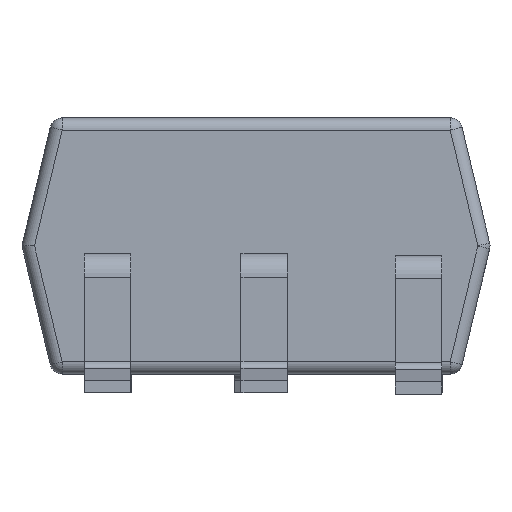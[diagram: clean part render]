
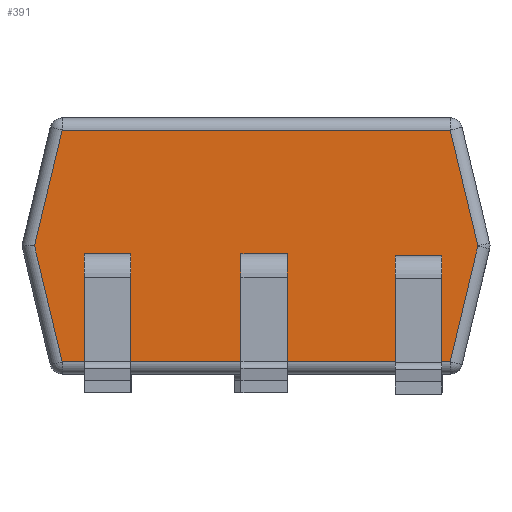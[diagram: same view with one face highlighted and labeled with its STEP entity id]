
A CAD part, left-side view. The second image highlights one B-rep face of the part: STEP entity #391.
In plain terms, the highlighted planar face has unit normal (-1, 0, 0).
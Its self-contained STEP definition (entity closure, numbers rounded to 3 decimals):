
#145 = VERTEX_POINT('',#146);
#146 = CARTESIAN_POINT('',(-3.72,0.185,1.085));
#152 = EDGE_CURVE('',#145,#153,#155,.T.);
#153 = VERTEX_POINT('',#154);
#154 = CARTESIAN_POINT('',(-3.72,0.185,0.986));
#155 = LINE('',#156,#157);
#156 = CARTESIAN_POINT('',(-3.72,0.185,0.648));
#157 = VECTOR('',#158,1.);
#158 = DIRECTION('',(0.,0.,-1.));
#229 = VERTEX_POINT('',#230);
#230 = CARTESIAN_POINT('',(-3.72,-0.195,1.085));
#236 = EDGE_CURVE('',#229,#237,#239,.T.);
#237 = VERTEX_POINT('',#238);
#238 = CARTESIAN_POINT('',(-3.72,-0.195,0.986));
#239 = LINE('',#240,#241);
#240 = CARTESIAN_POINT('',(-3.72,-0.195,0.648));
#241 = VECTOR('',#242,1.);
#242 = DIRECTION('',(0.,0.,-1.));
#381 = EDGE_CURVE('',#237,#153,#382,.T.);
#382 = LINE('',#383,#384);
#383 = CARTESIAN_POINT('',(-3.72,1.082,0.986));
#384 = VECTOR('',#385,1.);
#385 = DIRECTION('',(0.,1.,0.));
#391 = ADVANCED_FACE('',(#392,#442,#476,#487),#521,.F.);
#392 = FACE_BOUND('',#393,.F.);
#393 = EDGE_LOOP('',(#394,#404,#412,#420,#428,#436));
#394 = ORIENTED_EDGE('',*,*,#395,.F.);
#395 = EDGE_CURVE('',#396,#398,#400,.T.);
#396 = VERTEX_POINT('',#397);
#397 = CARTESIAN_POINT('',(-3.72,-1.531,0.2));
#398 = VERTEX_POINT('',#399);
#399 = CARTESIAN_POINT('',(-3.72,-1.757,1.15));
#400 = LINE('',#401,#402);
#401 = CARTESIAN_POINT('',(-3.72,-1.513,0.123));
#402 = VECTOR('',#403,1.);
#403 = DIRECTION('',(0.,-0.232,0.973));
#404 = ORIENTED_EDGE('',*,*,#405,.F.);
#405 = EDGE_CURVE('',#406,#396,#408,.T.);
#406 = VERTEX_POINT('',#407);
#407 = CARTESIAN_POINT('',(-3.72,1.651,0.2));
#408 = LINE('',#409,#410);
#409 = CARTESIAN_POINT('',(-3.72,1.73,0.2));
#410 = VECTOR('',#411,1.);
#411 = DIRECTION('',(0.,-1.,0.));
#412 = ORIENTED_EDGE('',*,*,#413,.F.);
#413 = EDGE_CURVE('',#414,#406,#416,.T.);
#414 = VERTEX_POINT('',#415);
#415 = CARTESIAN_POINT('',(-3.72,1.877,1.15));
#416 = LINE('',#417,#418);
#417 = CARTESIAN_POINT('',(-3.72,1.883,1.173));
#418 = VECTOR('',#419,1.);
#419 = DIRECTION('',(0.,-0.232,-0.973));
#420 = ORIENTED_EDGE('',*,*,#421,.F.);
#421 = EDGE_CURVE('',#422,#414,#424,.T.);
#422 = VERTEX_POINT('',#423);
#423 = CARTESIAN_POINT('',(-3.72,1.651,2.1));
#424 = LINE('',#425,#426);
#425 = CARTESIAN_POINT('',(-3.72,1.633,2.177));
#426 = VECTOR('',#427,1.);
#427 = DIRECTION('',(0.,0.232,-0.973));
#428 = ORIENTED_EDGE('',*,*,#429,.F.);
#429 = EDGE_CURVE('',#430,#422,#432,.T.);
#430 = VERTEX_POINT('',#431);
#431 = CARTESIAN_POINT('',(-3.72,-1.531,2.1));
#432 = LINE('',#433,#434);
#433 = CARTESIAN_POINT('',(-3.72,-1.531,2.1));
#434 = VECTOR('',#435,1.);
#435 = DIRECTION('',(0.,1.,0.));
#436 = ORIENTED_EDGE('',*,*,#437,.F.);
#437 = EDGE_CURVE('',#398,#430,#438,.T.);
#438 = LINE('',#439,#440);
#439 = CARTESIAN_POINT('',(-3.72,-1.763,1.127));
#440 = VECTOR('',#441,1.);
#441 = DIRECTION('',(0.,0.232,0.973));
#442 = FACE_BOUND('',#443,.F.);
#443 = EDGE_LOOP('',(#444,#454,#462,#470));
#444 = ORIENTED_EDGE('',*,*,#445,.F.);
#445 = EDGE_CURVE('',#446,#448,#450,.T.);
#446 = VERTEX_POINT('',#447);
#447 = CARTESIAN_POINT('',(-3.72,-1.08,0.976));
#448 = VERTEX_POINT('',#449);
#449 = CARTESIAN_POINT('',(-3.72,-1.08,1.075));
#450 = LINE('',#451,#452);
#451 = CARTESIAN_POINT('',(-3.72,-1.08,0.643));
#452 = VECTOR('',#453,1.);
#453 = DIRECTION('',(0.,0.,1.));
#454 = ORIENTED_EDGE('',*,*,#455,.T.);
#455 = EDGE_CURVE('',#446,#456,#458,.T.);
#456 = VERTEX_POINT('',#457);
#457 = CARTESIAN_POINT('',(-3.72,-1.46,0.976));
#458 = LINE('',#459,#460);
#459 = CARTESIAN_POINT('',(-3.72,0.45,0.976));
#460 = VECTOR('',#461,1.);
#461 = DIRECTION('',(0.,-1.,0.));
#462 = ORIENTED_EDGE('',*,*,#463,.T.);
#463 = EDGE_CURVE('',#456,#464,#466,.T.);
#464 = VERTEX_POINT('',#465);
#465 = CARTESIAN_POINT('',(-3.72,-1.46,1.075));
#466 = LINE('',#467,#468);
#467 = CARTESIAN_POINT('',(-3.72,-1.46,0.643));
#468 = VECTOR('',#469,1.);
#469 = DIRECTION('',(0.,0.,1.));
#470 = ORIENTED_EDGE('',*,*,#471,.T.);
#471 = EDGE_CURVE('',#464,#448,#472,.T.);
#472 = LINE('',#473,#474);
#473 = CARTESIAN_POINT('',(-3.72,0.45,1.075));
#474 = VECTOR('',#475,1.);
#475 = DIRECTION('',(0.,1.,0.));
#476 = FACE_BOUND('',#477,.F.);
#477 = EDGE_LOOP('',(#478,#479,#480,#486));
#478 = ORIENTED_EDGE('',*,*,#381,.F.);
#479 = ORIENTED_EDGE('',*,*,#236,.F.);
#480 = ORIENTED_EDGE('',*,*,#481,.F.);
#481 = EDGE_CURVE('',#145,#229,#482,.T.);
#482 = LINE('',#483,#484);
#483 = CARTESIAN_POINT('',(-3.72,1.082,1.085));
#484 = VECTOR('',#485,1.);
#485 = DIRECTION('',(0.,-1.,0.));
#486 = ORIENTED_EDGE('',*,*,#152,.T.);
#487 = FACE_BOUND('',#488,.F.);
#488 = EDGE_LOOP('',(#489,#499,#507,#515));
#489 = ORIENTED_EDGE('',*,*,#490,.T.);
#490 = EDGE_CURVE('',#491,#493,#495,.T.);
#491 = VERTEX_POINT('',#492);
#492 = CARTESIAN_POINT('',(-3.72,1.47,0.986));
#493 = VERTEX_POINT('',#494);
#494 = CARTESIAN_POINT('',(-3.72,1.09,0.986));
#495 = LINE('',#496,#497);
#496 = CARTESIAN_POINT('',(-3.72,1.725,0.986));
#497 = VECTOR('',#498,1.);
#498 = DIRECTION('',(0.,-1.,0.));
#499 = ORIENTED_EDGE('',*,*,#500,.T.);
#500 = EDGE_CURVE('',#493,#501,#503,.T.);
#501 = VERTEX_POINT('',#502);
#502 = CARTESIAN_POINT('',(-3.72,1.09,1.085));
#503 = LINE('',#504,#505);
#504 = CARTESIAN_POINT('',(-3.72,1.09,0.648));
#505 = VECTOR('',#506,1.);
#506 = DIRECTION('',(0.,0.,1.));
#507 = ORIENTED_EDGE('',*,*,#508,.T.);
#508 = EDGE_CURVE('',#501,#509,#511,.T.);
#509 = VERTEX_POINT('',#510);
#510 = CARTESIAN_POINT('',(-3.72,1.47,1.085));
#511 = LINE('',#512,#513);
#512 = CARTESIAN_POINT('',(-3.72,1.725,1.085));
#513 = VECTOR('',#514,1.);
#514 = DIRECTION('',(0.,1.,0.));
#515 = ORIENTED_EDGE('',*,*,#516,.F.);
#516 = EDGE_CURVE('',#491,#509,#517,.T.);
#517 = LINE('',#518,#519);
#518 = CARTESIAN_POINT('',(-3.72,1.47,0.648));
#519 = VECTOR('',#520,1.);
#520 = DIRECTION('',(0.,0.,1.));
#521 = PLANE('',#522);
#522 = AXIS2_PLACEMENT_3D('',#523,#524,#525);
#523 = CARTESIAN_POINT('',(-3.72,1.98,1.15));
#524 = DIRECTION('',(1.,0.,0.));
#525 = DIRECTION('',(0.,-1.,0.));
